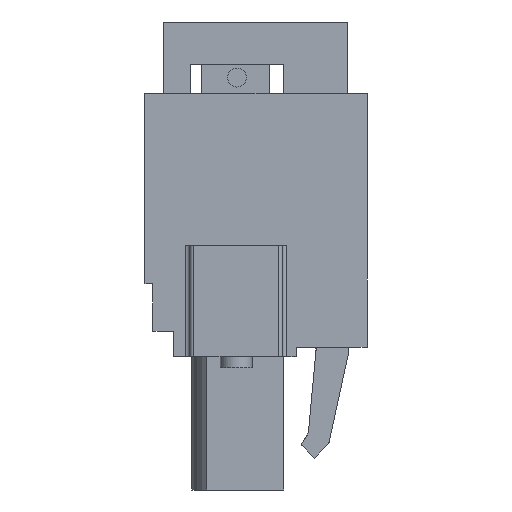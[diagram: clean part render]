
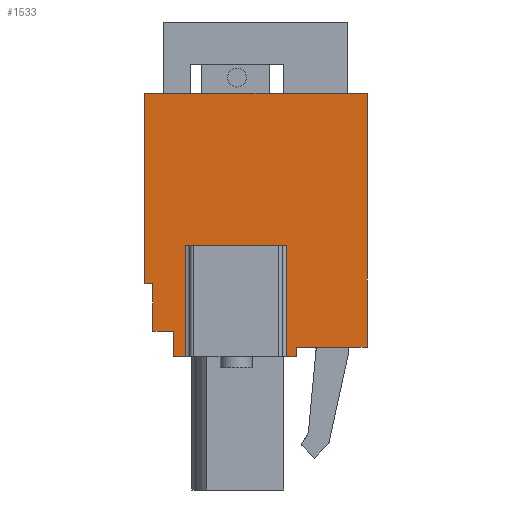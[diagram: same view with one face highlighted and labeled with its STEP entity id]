
A CAD part, left-side view. The second image highlights one B-rep face of the part: STEP entity #1533.
In plain terms, the highlighted planar face has unit normal (-1, 0, 0).
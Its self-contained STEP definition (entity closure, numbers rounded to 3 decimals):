
#1533 = ADVANCED_FACE( '', ( #3251 ), #3252, .F. );
#3251 = FACE_OUTER_BOUND( '', #5865, .T. );
#3252 = PLANE( '', #5866 );
#5865 = EDGE_LOOP( '', ( #10551, #10552, #10553, #10554, #10555, #10556, #10557, #10558, #10559, #10560, #10561, #10562, #10563, #10564 ) );
#5866 = AXIS2_PLACEMENT_3D( '', #10565, #10566, #10567 );
#10551 = ORIENTED_EDGE( '', *, *, #14640, .F. );
#10552 = ORIENTED_EDGE( '', *, *, #13762, .T. );
#10553 = ORIENTED_EDGE( '', *, *, #13111, .T. );
#10554 = ORIENTED_EDGE( '', *, *, #14414, .T. );
#10555 = ORIENTED_EDGE( '', *, *, #13022, .F. );
#10556 = ORIENTED_EDGE( '', *, *, #14641, .F. );
#10557 = ORIENTED_EDGE( '', *, *, #13278, .F. );
#10558 = ORIENTED_EDGE( '', *, *, #14342, .F. );
#10559 = ORIENTED_EDGE( '', *, *, #14534, .F. );
#10560 = ORIENTED_EDGE( '', *, *, #13567, .F. );
#10561 = ORIENTED_EDGE( '', *, *, #14642, .T. );
#10562 = ORIENTED_EDGE( '', *, *, #12956, .T. );
#10563 = ORIENTED_EDGE( '', *, *, #14643, .T. );
#10564 = ORIENTED_EDGE( '', *, *, #14644, .T. );
#10565 = CARTESIAN_POINT( '', ( -10.16, 0., 0. ) );
#10566 = DIRECTION( '', ( 1., 0., 0. ) );
#10567 = DIRECTION( '', ( 0., 0., -1. ) );
#12956 = EDGE_CURVE( '', #15404, #15430, #15432, .T. );
#13022 = EDGE_CURVE( '', #15549, #15552, #15553, .T. );
#13111 = EDGE_CURVE( '', #15717, #15715, #15718, .T. );
#13278 = EDGE_CURVE( '', #16000, #16001, #16002, .T. );
#13567 = EDGE_CURVE( '', #16478, #16480, #16481, .T. );
#13762 = EDGE_CURVE( '', #16789, #15717, #16791, .T. );
#14342 = EDGE_CURVE( '', #17663, #16000, #17665, .T. );
#14414 = EDGE_CURVE( '', #15715, #15552, #17764, .T. );
#14534 = EDGE_CURVE( '', #16480, #17663, #17922, .T. );
#14640 = EDGE_CURVE( '', #16789, #18059, #18060, .T. );
#14641 = EDGE_CURVE( '', #16001, #15549, #18061, .T. );
#14642 = EDGE_CURVE( '', #16478, #15404, #18062, .T. );
#14643 = EDGE_CURVE( '', #15430, #18063, #18064, .T. );
#14644 = EDGE_CURVE( '', #18063, #18059, #18065, .T. );
#15404 = VERTEX_POINT( '', #19090 );
#15430 = VERTEX_POINT( '', #19129 );
#15432 = LINE( '', #19132, #19133 );
#15549 = VERTEX_POINT( '', #19298 );
#15552 = VERTEX_POINT( '', #19302 );
#15553 = LINE( '', #19303, #19304 );
#15715 = VERTEX_POINT( '', #19528 );
#15717 = VERTEX_POINT( '', #19530 );
#15718 = LINE( '', #19531, #19532 );
#16000 = VERTEX_POINT( '', #19941 );
#16001 = VERTEX_POINT( '', #19942 );
#16002 = LINE( '', #19943, #19944 );
#16478 = VERTEX_POINT( '', #20673 );
#16480 = VERTEX_POINT( '', #20676 );
#16481 = LINE( '', #20677, #20678 );
#16789 = VERTEX_POINT( '', #21116 );
#16791 = LINE( '', #21118, #21119 );
#17663 = VERTEX_POINT( '', #22500 );
#17665 = LINE( '', #22503, #22504 );
#17764 = LINE( '', #22667, #22668 );
#17922 = LINE( '', #22916, #22917 );
#18059 = VERTEX_POINT( '', #23112 );
#18060 = LINE( '', #23113, #23114 );
#18061 = LINE( '', #23115, #23116 );
#18062 = LINE( '', #23117, #23118 );
#18063 = VERTEX_POINT( '', #23119 );
#18064 = LINE( '', #23120, #23121 );
#18065 = LINE( '', #23122, #23123 );
#19090 = CARTESIAN_POINT( '', ( -10.16, 6.5, -3.7 ) );
#19129 = CARTESIAN_POINT( '', ( -10.16, 6.5, -6.7 ) );
#19132 = CARTESIAN_POINT( '', ( -10.16, 6.5, 0. ) );
#19133 = VECTOR( '', #24114, 1000. );
#19298 = CARTESIAN_POINT( '', ( -10.16, -2.55, -8.3 ) );
#19302 = CARTESIAN_POINT( '', ( -10.16, -1.925, -8.3 ) );
#19303 = CARTESIAN_POINT( '', ( -10.16, -7., -8.3 ) );
#19304 = VECTOR( '', #24182, 1000. );
#19528 = CARTESIAN_POINT( '', ( -10.16, -1.925, -1.3 ) );
#19530 = CARTESIAN_POINT( '', ( -10.16, 4.425, -1.3 ) );
#19531 = CARTESIAN_POINT( '', ( -10.16, 4.175, -1.3 ) );
#19532 = VECTOR( '', #24290, 1000. );
#19941 = CARTESIAN_POINT( '', ( -10.16, -7., -7.7 ) );
#19942 = CARTESIAN_POINT( '', ( -10.16, -2.55, -7.7 ) );
#19943 = CARTESIAN_POINT( '', ( -10.16, 0., -7.7 ) );
#19944 = VECTOR( '', #24454, 1000. );
#20673 = CARTESIAN_POINT( '', ( -10.16, 7., -3.7 ) );
#20676 = CARTESIAN_POINT( '', ( -10.16, 7., 8.3 ) );
#20677 = CARTESIAN_POINT( '', ( -10.16, 7., -8.3 ) );
#20678 = VECTOR( '', #24780, 1000. );
#21116 = CARTESIAN_POINT( '', ( -10.16, 4.425, -8.3 ) );
#21118 = CARTESIAN_POINT( '', ( -10.16, 4.425, 0. ) );
#21119 = VECTOR( '', #24986, 1000. );
#22500 = CARTESIAN_POINT( '', ( -10.16, -7., 8.3 ) );
#22503 = CARTESIAN_POINT( '', ( -10.16, -7., 8.3 ) );
#22504 = VECTOR( '', #25563, 1000. );
#22667 = CARTESIAN_POINT( '', ( -10.16, -1.925, 0. ) );
#22668 = VECTOR( '', #25625, 1000. );
#22916 = CARTESIAN_POINT( '', ( -10.16, 7., 8.3 ) );
#22917 = VECTOR( '', #25730, 1000. );
#23112 = CARTESIAN_POINT( '', ( -10.16, 5.2, -8.3 ) );
#23113 = CARTESIAN_POINT( '', ( -10.16, -7., -8.3 ) );
#23114 = VECTOR( '', #25846, 1000. );
#23115 = CARTESIAN_POINT( '', ( -10.16, -2.55, 0. ) );
#23116 = VECTOR( '', #25847, 1000. );
#23117 = CARTESIAN_POINT( '', ( -10.16, 0., -3.7 ) );
#23118 = VECTOR( '', #25848, 1000. );
#23119 = CARTESIAN_POINT( '', ( -10.16, 5.2, -6.7 ) );
#23120 = CARTESIAN_POINT( '', ( -10.16, 0., -6.7 ) );
#23121 = VECTOR( '', #25849, 1000. );
#23122 = CARTESIAN_POINT( '', ( -10.16, 5.2, 0. ) );
#23123 = VECTOR( '', #25850, 1000. );
#24114 = DIRECTION( '', ( 0., 0., -1. ) );
#24182 = DIRECTION( '', ( 0., 1., 0. ) );
#24290 = DIRECTION( '', ( 0., -1., 0. ) );
#24454 = DIRECTION( '', ( 0., 1., 0. ) );
#24780 = DIRECTION( '', ( 0., 0., 1. ) );
#24986 = DIRECTION( '', ( 0., 0., 1. ) );
#25563 = DIRECTION( '', ( 0., 0., -1. ) );
#25625 = DIRECTION( '', ( 0., 0., -1. ) );
#25730 = DIRECTION( '', ( 0., -1., 0. ) );
#25846 = DIRECTION( '', ( 0., 1., 0. ) );
#25847 = DIRECTION( '', ( 0., 0., -1. ) );
#25848 = DIRECTION( '', ( 0., -1., 0. ) );
#25849 = DIRECTION( '', ( 0., -1., 0. ) );
#25850 = DIRECTION( '', ( 0., 0., -1. ) );
